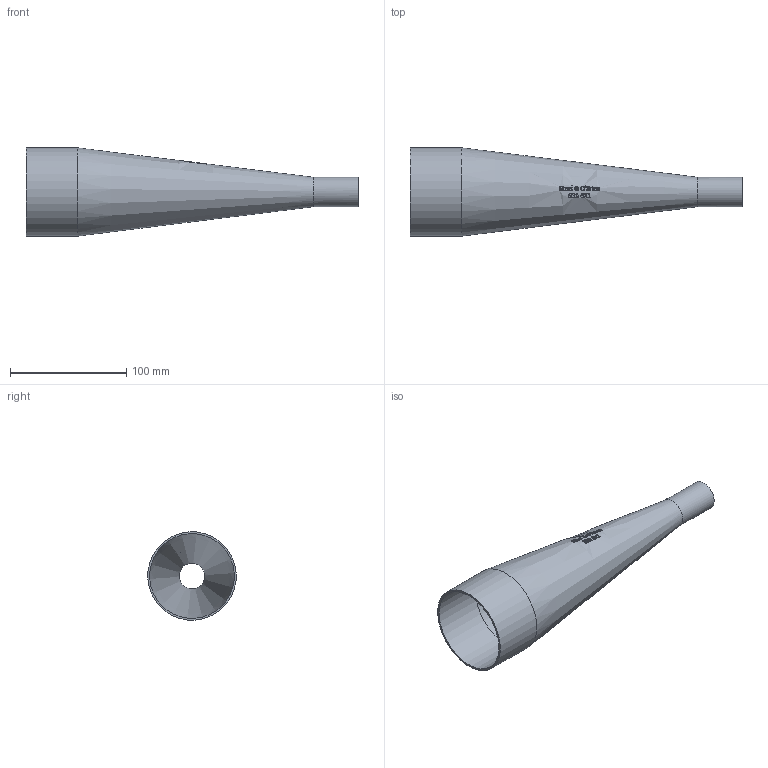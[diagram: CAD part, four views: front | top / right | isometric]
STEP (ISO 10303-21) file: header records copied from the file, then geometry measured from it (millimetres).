
FILE_DESCRIPTION(/* description */ (''),/* implementation_level */ '2;1');
FILE_NAME(/* name */ 'S31-3X1.stp',/* time_stamp */ '2018-11-28T16:02:23-05:00',/* author */ ('rick'),/* organization */ (''),/* preprocessor_version */ 'ST-DEVELOPER v15.2',/* originating_system */ 'Autodesk Inventor 2014',/* authorisation */ '');
FILE_SCHEMA (('AUTOMOTIVE_DESIGN { 1 0 10303 214 3 1 1 }'));
Length unit declared in the file: inch
Products named in the file (1): S31-3X1
Bounding box: 285.75 x 76.02 x 76.02 mm (x, y, z)
Volume: 73673 mm3; surface area: 90292.7 mm2
Topology: 1 solids, 1 shells, 348 faces, 950 edges, 633 vertices
Faces by surface type: bspline 175, plane 138, cone 31, cylinder 4
Full cylindrical faces by diameter (mm): 22.098 x1, 25.4 x1, 72.898 x1, 76.2 x1
Entity records: 14112 total; most frequent: CARTESIAN_POINT 6349, ORIENTED_EDGE 1882, DIRECTION 1085, EDGE_CURVE 941, VERTEX_POINT 630, LINE 437, VECTOR 437, EDGE_LOOP 385
